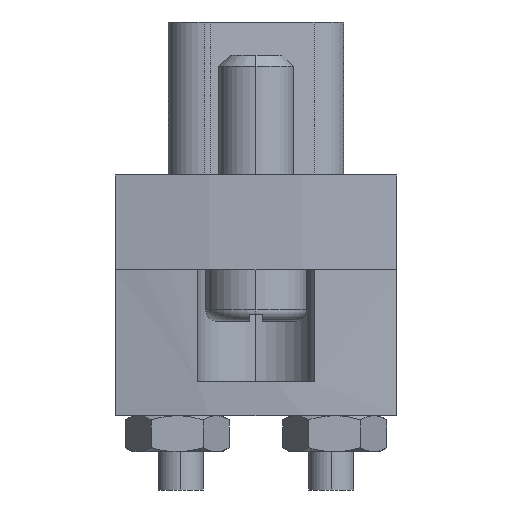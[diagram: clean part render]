
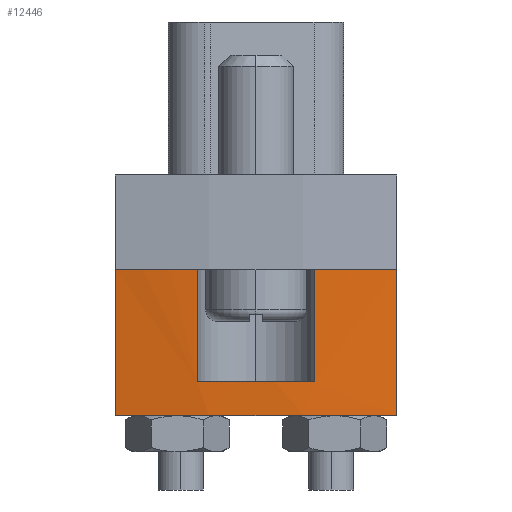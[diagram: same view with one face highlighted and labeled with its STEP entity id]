
A CAD part, left-side view. The second image highlights one B-rep face of the part: STEP entity #12446.
In plain terms, the highlighted cylindrical face has radius 35 mm (diameter 70 mm), a partial arc.
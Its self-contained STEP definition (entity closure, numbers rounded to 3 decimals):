
#214 = CARTESIAN_POINT ( 'NONE',  ( 0., 0., 0. ) ) ;
#335 = CIRCLE ( 'NONE', #9353, 35. ) ;
#502 = EDGE_CURVE ( 'NONE', #13870, #6239, #1691, .T. ) ;
#1130 = CARTESIAN_POINT ( 'NONE',  ( -34.903, 2.6, -6.5 ) ) ;
#1614 = DIRECTION ( 'NONE',  ( 1., 0., 0. ) ) ;
#1691 = LINE ( 'NONE', #5910, #12418 ) ;
#1837 = CARTESIAN_POINT ( 'NONE',  ( 0., 0., 0. ) ) ;
#2711 = LINE ( 'NONE', #2820, #6407 ) ;
#2820 = CARTESIAN_POINT ( 'NONE',  ( -34.903, -2.6, -6.5 ) ) ;
#2919 = AXIS2_PLACEMENT_3D ( 'NONE', #14555, #6155, #15957 ) ;
#3031 = VERTEX_POINT ( 'NONE', #15327 ) ;
#3063 = CARTESIAN_POINT ( 'NONE',  ( -34.903, -2.6, -5. ) ) ;
#3199 = ORIENTED_EDGE ( 'NONE', *, *, #13520, .T. ) ;
#3253 = DIRECTION ( 'NONE',  ( 1., 0., 0. ) ) ;
#3715 = ORIENTED_EDGE ( 'NONE', *, *, #502, .F. ) ;
#3937 = DIRECTION ( 'NONE',  ( 0., 0., -1. ) ) ;
#4322 = EDGE_LOOP ( 'NONE', ( #8454, #9764, #11222, #15140, #3715, #10481, #3199, #5317 ) ) ;
#4717 = EDGE_CURVE ( 'NONE', #12552, #3031, #17037, .T. ) ;
#5317 = ORIENTED_EDGE ( 'NONE', *, *, #7124, .F. ) ;
#5910 = CARTESIAN_POINT ( 'NONE',  ( -34.437, 6.25, -6.5 ) ) ;
#6020 = CARTESIAN_POINT ( 'NONE',  ( 0., 0., -6.5 ) ) ;
#6155 = DIRECTION ( 'NONE',  ( 0., 0., -1. ) ) ;
#6239 = VERTEX_POINT ( 'NONE', #13352 ) ;
#6263 = VERTEX_POINT ( 'NONE', #17573 ) ;
#6407 = VECTOR ( 'NONE', #8306, 1000. ) ;
#6483 = EDGE_CURVE ( 'NONE', #6239, #12552, #9759, .T. ) ;
#6586 = DIRECTION ( 'NONE',  ( 0., 0., 1. ) ) ;
#6625 = CARTESIAN_POINT ( 'NONE',  ( -34.437, -6.25, 0. ) ) ;
#6841 = CYLINDRICAL_SURFACE ( 'NONE', #17728, 35. ) ;
#7124 = EDGE_CURVE ( 'NONE', #15721, #11294, #17605, .T. ) ;
#7433 = DIRECTION ( 'NONE',  ( 1., 0., 0. ) ) ;
#7473 = CARTESIAN_POINT ( 'NONE',  ( -34.437, 6.25, -6.5 ) ) ;
#7855 = VERTEX_POINT ( 'NONE', #3063 ) ;
#7981 = EDGE_CURVE ( 'NONE', #7855, #3031, #8873, .T. ) ;
#8046 = AXIS2_PLACEMENT_3D ( 'NONE', #1837, #11601, #3253 ) ;
#8306 = DIRECTION ( 'NONE',  ( 0., 0., 1. ) ) ;
#8335 = LINE ( 'NONE', #14979, #14919 ) ;
#8445 = CARTESIAN_POINT ( 'NONE',  ( -34.903, 2.6, 0. ) ) ;
#8454 = ORIENTED_EDGE ( 'NONE', *, *, #10288, .F. ) ;
#8827 = EDGE_CURVE ( 'NONE', #13870, #6263, #335, .T. ) ;
#8873 = CIRCLE ( 'NONE', #2919, 35. ) ;
#9078 = AXIS2_PLACEMENT_3D ( 'NONE', #214, #9980, #1614 ) ;
#9353 = AXIS2_PLACEMENT_3D ( 'NONE', #6020, #15828, #7433 ) ;
#9553 = DIRECTION ( 'NONE',  ( 1., 0., 0. ) ) ;
#9759 = CIRCLE ( 'NONE', #9078, 35. ) ;
#9764 = ORIENTED_EDGE ( 'NONE', *, *, #7981, .T. ) ;
#9980 = DIRECTION ( 'NONE',  ( 0., 0., 1. ) ) ;
#10288 = EDGE_CURVE ( 'NONE', #7855, #15721, #2711, .T. ) ;
#10481 = ORIENTED_EDGE ( 'NONE', *, *, #8827, .T. ) ;
#11222 = ORIENTED_EDGE ( 'NONE', *, *, #4717, .F. ) ;
#11294 = VERTEX_POINT ( 'NONE', #6625 ) ;
#11601 = DIRECTION ( 'NONE',  ( 0., 0., 1. ) ) ;
#12375 = CARTESIAN_POINT ( 'NONE',  ( 0., 0., -6.5 ) ) ;
#12418 = VECTOR ( 'NONE', #15714, 1000. ) ;
#12446 = ADVANCED_FACE ( 'NONE', ( #17989 ), #6841, .T. ) ;
#12552 = VERTEX_POINT ( 'NONE', #8445 ) ;
#13352 = CARTESIAN_POINT ( 'NONE',  ( -34.437, 6.25, 0. ) ) ;
#13520 = EDGE_CURVE ( 'NONE', #6263, #11294, #8335, .T. ) ;
#13870 = VERTEX_POINT ( 'NONE', #7473 ) ;
#14555 = CARTESIAN_POINT ( 'NONE',  ( 0., 0., -5. ) ) ;
#14919 = VECTOR ( 'NONE', #6586, 1000. ) ;
#14979 = CARTESIAN_POINT ( 'NONE',  ( -34.437, -6.25, -6.5 ) ) ;
#15139 = DIRECTION ( 'NONE',  ( 0., 0., 1. ) ) ;
#15140 = ORIENTED_EDGE ( 'NONE', *, *, #6483, .F. ) ;
#15327 = CARTESIAN_POINT ( 'NONE',  ( -34.903, 2.6, -5. ) ) ;
#15714 = DIRECTION ( 'NONE',  ( 0., 0., 1. ) ) ;
#15721 = VERTEX_POINT ( 'NONE', #17498 ) ;
#15828 = DIRECTION ( 'NONE',  ( 0., 0., 1. ) ) ;
#15957 = DIRECTION ( 'NONE',  ( 1., 0., 0. ) ) ;
#16614 = VECTOR ( 'NONE', #3937, 1000. ) ;
#17037 = LINE ( 'NONE', #1130, #16614 ) ;
#17498 = CARTESIAN_POINT ( 'NONE',  ( -34.903, -2.6, 0. ) ) ;
#17573 = CARTESIAN_POINT ( 'NONE',  ( -34.437, -6.25, -6.5 ) ) ;
#17605 = CIRCLE ( 'NONE', #8046, 35. ) ;
#17728 = AXIS2_PLACEMENT_3D ( 'NONE', #12375, #15139, #9553 ) ;
#17989 = FACE_OUTER_BOUND ( 'NONE', #4322, .T. ) ;
